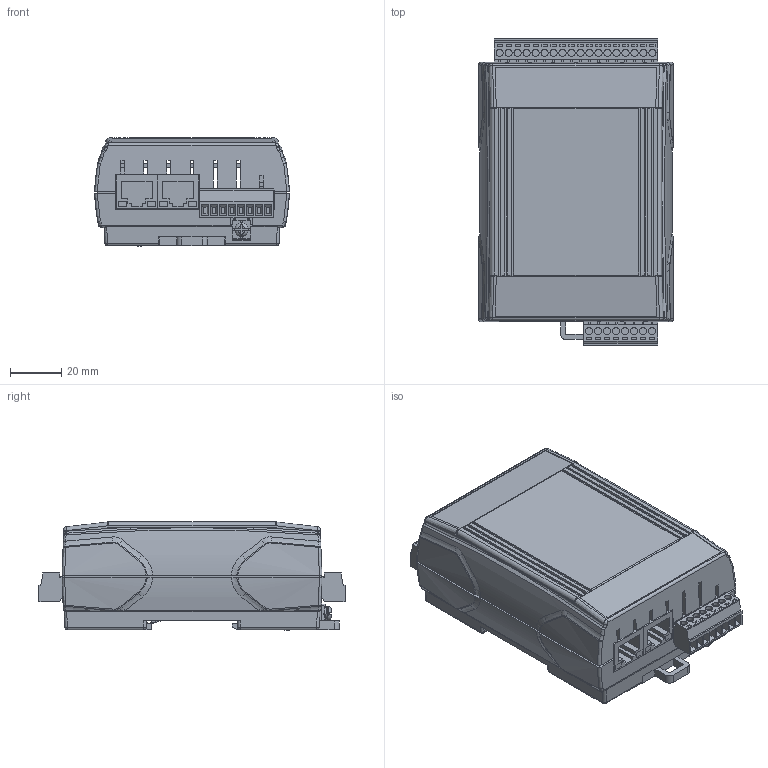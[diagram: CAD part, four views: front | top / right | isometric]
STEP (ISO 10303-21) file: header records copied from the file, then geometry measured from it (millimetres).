
FILE_DESCRIPTION (( 'STEP AP203' ), '1' );
FILE_NAME ('PET-7217-10_PET-7253_PET-7228.STEP', '2017-07-18T02:41:49', ( 'user' ), ( '' ), 'SwSTEP 2.0', 'SolidWorks 2013', '' );
FILE_SCHEMA (( 'CONFIG_CONTROL_DESIGN' ));
Length unit declared in the file: millimetre
Products named in the file (20): 4SAPP-003; SW180; 4SI71K0000030; PET-7217-10_PET-7253_PET-7228; F.G._ｾTｭy; L7_PCB; F.G._2D_Cable; ME030-35008; Push SWITCH; ME030-35018; L7KFG_PCB; MC420-35008; M3 F.G.; MC420-35018; L7_8P_RJ45 2_18P_PCB; rj45001; 4SI71W0000005_PET-7K_01; 7000-BG-02.sldasm-Part-1-3; L7 UP_PCB; 4SI71W0000006_PET-7K_02
Assembly tree (20 placements, depth 3):
  PET-7217-10_PET-7253_PET-7228
    4SI71W0000005_PET-7K_01
    4SI71W0000006_PET-7K_02
    4SI71K0000030
    L7_8P_RJ45 2_18P_PCB
      L7_PCB
      ME030-35008
      ME030-35018
      MC420-35008
      MC420-35018
      rj45001  x2
      L7 UP_PCB
      SW180
      F.G._ｾTｭy
      F.G._2D_Cable
      Push SWITCH
      L7KFG_PCB
      M3 F.G.
    7000-BG-02.sldasm-Part-1-3
    4SAPP-003
Bounding box: 75.82 x 119.16 x 42.06 mm (x, y, z)
Volume: 102829.2 mm3; surface area: 131630.4 mm2
Topology: 23 solids, 23 shells, 3426 faces, 8710 edges, 5596 vertices
Faces by surface type: plane 2693, cylinder 497, bspline 188, sphere 34, torus 10, cone 4
Entity records: 107181 total; most frequent: CARTESIAN_POINT 24159, ORIENTED_EDGE 17212, DIRECTION 15602, EDGE_CURVE 8606, VECTOR 6970, LINE 6970, VERTEX_POINT 5532, AXIS2_PLACEMENT_3D 4316
